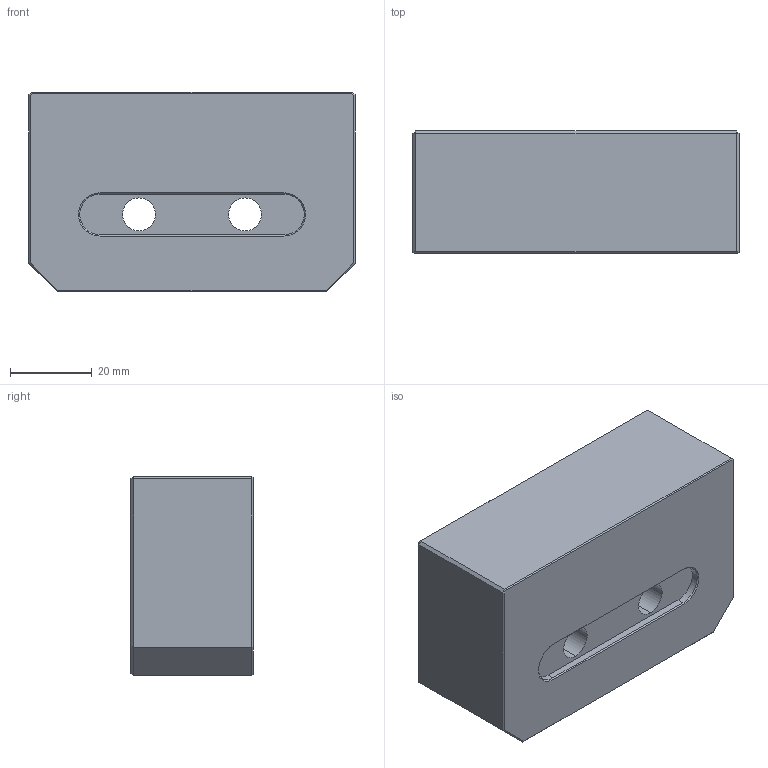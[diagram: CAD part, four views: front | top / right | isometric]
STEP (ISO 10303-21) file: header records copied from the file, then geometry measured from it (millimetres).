
FILE_DESCRIPTION (( 'STEP AP203' ), '1' );
FILE_NAME ('P80A.STEP', '2022-04-12T07:34:18', ( '' ), ( '' ), 'SwSTEP 2.0', 'SolidWorks 2013', '' );
FILE_SCHEMA (( 'CONFIG_CONTROL_DESIGN' ));
Length unit declared in the file: millimetre
Products named in the file (1): P80A
Bounding box: 80 x 30 x 49 mm (x, y, z)
Volume: 110149.7 mm3; surface area: 16814 mm2
Topology: 1 solids, 1 shells, 49 faces, 106 edges, 62 vertices
Faces by surface type: plane 33, cylinder 10, cone 6
Entity records: 1383 total; most frequent: DIRECTION 232, CARTESIAN_POINT 218, ORIENTED_EDGE 212, EDGE_CURVE 106, VECTOR 80, LINE 80, AXIS2_PLACEMENT_3D 76, VERTEX_POINT 62
